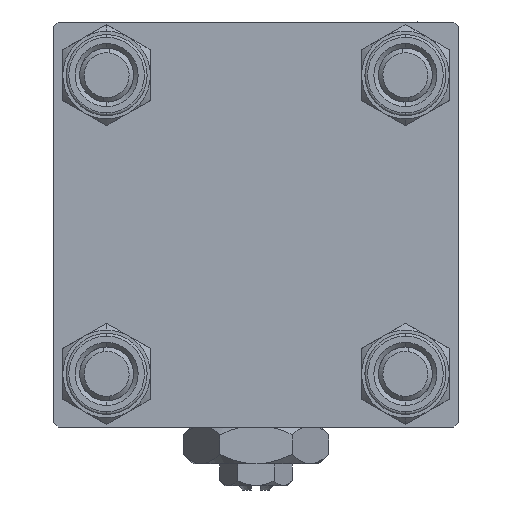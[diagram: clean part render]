
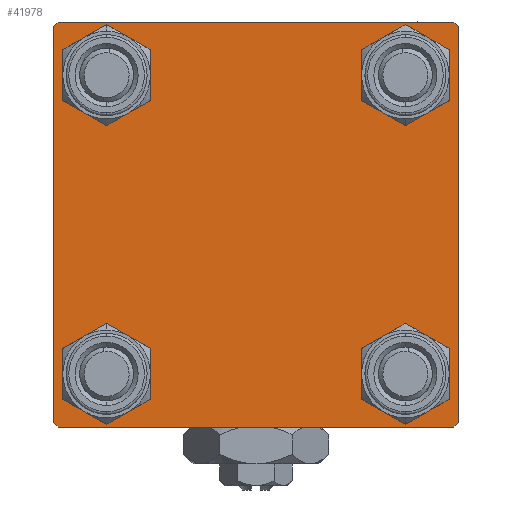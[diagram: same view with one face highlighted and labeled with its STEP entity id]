
A CAD part, left-side view. The second image highlights one B-rep face of the part: STEP entity #41978.
In plain terms, the highlighted planar face has unit normal (-1, 0, 0).
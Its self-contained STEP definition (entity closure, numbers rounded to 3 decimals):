
#317 = CARTESIAN_POINT ( 'NONE',  ( 0., -22.5, 22.5 ) ) ;
#679 = EDGE_LOOP ( 'NONE', ( #48368, #45566 ) ) ;
#797 = CARTESIAN_POINT ( 'NONE',  ( 0., 16.6, 13.1 ) ) ;
#844 = ORIENTED_EDGE ( 'NONE', *, *, #1980, .T. ) ;
#1137 = VERTEX_POINT ( 'NONE', #9785 ) ;
#1489 = FACE_BOUND ( 'NONE', #3291, .T. ) ;
#1744 = FACE_BOUND ( 'NONE', #679, .T. ) ;
#1980 = EDGE_CURVE ( 'NONE', #1137, #4550, #4746, .T. ) ;
#2179 = DIRECTION ( 'NONE',  ( 0., 0., 1. ) ) ;
#2263 = PLANE ( 'NONE',  #5096 ) ;
#2384 = CARTESIAN_POINT ( 'NONE',  ( 0., 16.6, -16.6 ) ) ;
#2946 = EDGE_CURVE ( 'NONE', #10670, #3189, #48136, .T. ) ;
#3189 = VERTEX_POINT ( 'NONE', #6251 ) ;
#3291 = EDGE_LOOP ( 'NONE', ( #30423, #19923 ) ) ;
#3387 = VECTOR ( 'NONE', #16375, 1000. ) ;
#3924 = CARTESIAN_POINT ( 'NONE',  ( 0., 16.6, -20.1 ) ) ;
#4072 = DIRECTION ( 'NONE',  ( 0., -0.707, -0.707 ) ) ;
#4550 = VERTEX_POINT ( 'NONE', #18012 ) ;
#4746 = LINE ( 'NONE', #21154, #12599 ) ;
#5096 = AXIS2_PLACEMENT_3D ( 'NONE', #13935, #30081, #50984 ) ;
#5115 = EDGE_CURVE ( 'NONE', #37015, #36855, #43946, .T. ) ;
#6110 = AXIS2_PLACEMENT_3D ( 'NONE', #19318, #50825, #14567 ) ;
#6132 = ORIENTED_EDGE ( 'NONE', *, *, #20423, .T. ) ;
#6213 = ORIENTED_EDGE ( 'NONE', *, *, #13488, .T. ) ;
#6251 = CARTESIAN_POINT ( 'NONE',  ( 0., 16.6, -13.1 ) ) ;
#6252 = FACE_BOUND ( 'NONE', #29493, .T. ) ;
#6440 = LINE ( 'NONE', #51166, #52164 ) ;
#6811 = CARTESIAN_POINT ( 'NONE',  ( 0., 16.6, 16.6 ) ) ;
#6909 = CARTESIAN_POINT ( 'NONE',  ( 0., -22., -22.5 ) ) ;
#7560 = EDGE_CURVE ( 'NONE', #30528, #29189, #27844, .T. ) ;
#7705 = EDGE_CURVE ( 'NONE', #39146, #10410, #25082, .T. ) ;
#7983 = DIRECTION ( 'NONE',  ( 0., 0., -1. ) ) ;
#8317 = ORIENTED_EDGE ( 'NONE', *, *, #38038, .F. ) ;
#8517 = AXIS2_PLACEMENT_3D ( 'NONE', #24306, #49187, #24571 ) ;
#8797 = LINE ( 'NONE', #317, #41710 ) ;
#9278 = CARTESIAN_POINT ( 'NONE',  ( 0., 22.5, 22. ) ) ;
#9384 = CARTESIAN_POINT ( 'NONE',  ( 0., 16.6, 20.1 ) ) ;
#9785 = CARTESIAN_POINT ( 'NONE',  ( 0., -22.5, 22. ) ) ;
#10410 = VERTEX_POINT ( 'NONE', #9278 ) ;
#10670 = VERTEX_POINT ( 'NONE', #3924 ) ;
#10808 = CARTESIAN_POINT ( 'NONE',  ( 0., 16.6, -16.6 ) ) ;
#10817 = CARTESIAN_POINT ( 'NONE',  ( 0., -16.6, -16.6 ) ) ;
#10917 = DIRECTION ( 'NONE',  ( 1., 0., 0. ) ) ;
#10922 = AXIS2_PLACEMENT_3D ( 'NONE', #10808, #38087, #51051 ) ;
#11885 = CIRCLE ( 'NONE', #8517, 3.5 ) ;
#11960 = ORIENTED_EDGE ( 'NONE', *, *, #2946, .T. ) ;
#12092 = CARTESIAN_POINT ( 'NONE',  ( 0., -22.5, -22. ) ) ;
#12599 = VECTOR ( 'NONE', #36805, 1000. ) ;
#13478 = ORIENTED_EDGE ( 'NONE', *, *, #38398, .T. ) ;
#13488 = EDGE_CURVE ( 'NONE', #30447, #47575, #48554, .T. ) ;
#13935 = CARTESIAN_POINT ( 'NONE',  ( 0., 0., 0. ) ) ;
#14200 = DIRECTION ( 'NONE',  ( 0., 0., 1. ) ) ;
#14567 = DIRECTION ( 'NONE',  ( 0., 0., 1. ) ) ;
#14907 = DIRECTION ( 'NONE',  ( 0., -1., 0. ) ) ;
#14974 = CIRCLE ( 'NONE', #39496, 3.5 ) ;
#15123 = CARTESIAN_POINT ( 'NONE',  ( 0., 22.5, 22.5 ) ) ;
#15582 = EDGE_CURVE ( 'NONE', #34181, #37989, #11885, .T. ) ;
#15611 = CARTESIAN_POINT ( 'NONE',  ( 0., 22., -22.5 ) ) ;
#16156 = CARTESIAN_POINT ( 'NONE',  ( 0., 22.5, -22. ) ) ;
#16375 = DIRECTION ( 'NONE',  ( 0., -1., 0. ) ) ;
#16697 = CARTESIAN_POINT ( 'NONE',  ( 0., -16.6, 13.1 ) ) ;
#17029 = ORIENTED_EDGE ( 'NONE', *, *, #36811, .T. ) ;
#17509 = ORIENTED_EDGE ( 'NONE', *, *, #42636, .T. ) ;
#18012 = CARTESIAN_POINT ( 'NONE',  ( 0., -22., 22.5 ) ) ;
#18148 = DIRECTION ( 'NONE',  ( 0., -0.707, 0.707 ) ) ;
#18426 = DIRECTION ( 'NONE',  ( 1., 0., 0. ) ) ;
#19318 = CARTESIAN_POINT ( 'NONE',  ( 0., -16.6, 16.6 ) ) ;
#19542 = ORIENTED_EDGE ( 'NONE', *, *, #5115, .T. ) ;
#19566 = CIRCLE ( 'NONE', #49160, 3.5 ) ;
#19710 = CARTESIAN_POINT ( 'NONE',  ( 0., 22.25, -22.25 ) ) ;
#19923 = ORIENTED_EDGE ( 'NONE', *, *, #15582, .T. ) ;
#20067 = LINE ( 'NONE', #48119, #3387 ) ;
#20423 = EDGE_CURVE ( 'NONE', #36855, #37015, #24708, .T. ) ;
#21127 = AXIS2_PLACEMENT_3D ( 'NONE', #47439, #10917, #2179 ) ;
#21154 = CARTESIAN_POINT ( 'NONE',  ( 0., -22.25, 22.25 ) ) ;
#21629 = DIRECTION ( 'NONE',  ( 0., 0.707, -0.707 ) ) ;
#22059 = ORIENTED_EDGE ( 'NONE', *, *, #7705, .T. ) ;
#22946 = DIRECTION ( 'NONE',  ( 1., 0., 0. ) ) ;
#24306 = CARTESIAN_POINT ( 'NONE',  ( 0., 16.6, 16.6 ) ) ;
#24387 = DIRECTION ( 'NONE',  ( 0., 0., -1. ) ) ;
#24571 = DIRECTION ( 'NONE',  ( 0., 0., 1. ) ) ;
#24708 = CIRCLE ( 'NONE', #6110, 3.5 ) ;
#25082 = LINE ( 'NONE', #37271, #26174 ) ;
#25311 = LINE ( 'NONE', #45956, #42353 ) ;
#25666 = EDGE_CURVE ( 'NONE', #1137, #42883, #8797, .T. ) ;
#26174 = VECTOR ( 'NONE', #21629, 1000. ) ;
#27844 = CIRCLE ( 'NONE', #48131, 3.5 ) ;
#28919 = VECTOR ( 'NONE', #4072, 1000. ) ;
#29189 = VERTEX_POINT ( 'NONE', #29299 ) ;
#29252 = ORIENTED_EDGE ( 'NONE', *, *, #47961, .T. ) ;
#29299 = CARTESIAN_POINT ( 'NONE',  ( 0., -16.6, -13.1 ) ) ;
#29493 = EDGE_LOOP ( 'NONE', ( #19542, #6132 ) ) ;
#30081 = DIRECTION ( 'NONE',  ( -1., 0., 0. ) ) ;
#30423 = ORIENTED_EDGE ( 'NONE', *, *, #48314, .T. ) ;
#30447 = VERTEX_POINT ( 'NONE', #16156 ) ;
#30528 = VERTEX_POINT ( 'NONE', #38086 ) ;
#31472 = DIRECTION ( 'NONE',  ( 0., 0., 1. ) ) ;
#31729 = DIRECTION ( 'NONE',  ( 1., 0., 0. ) ) ;
#34061 = FACE_BOUND ( 'NONE', #35100, .T. ) ;
#34181 = VERTEX_POINT ( 'NONE', #797 ) ;
#34695 = DIRECTION ( 'NONE',  ( 1., 0., 0. ) ) ;
#34706 = CARTESIAN_POINT ( 'NONE',  ( 0., 22., 22.5 ) ) ;
#35100 = EDGE_LOOP ( 'NONE', ( #13478, #11960 ) ) ;
#36805 = DIRECTION ( 'NONE',  ( 0., 0.707, 0.707 ) ) ;
#36811 = EDGE_CURVE ( 'NONE', #10410, #30447, #52172, .T. ) ;
#36855 = VERTEX_POINT ( 'NONE', #16697 ) ;
#37015 = VERTEX_POINT ( 'NONE', #50795 ) ;
#37027 = CIRCLE ( 'NONE', #49697, 3.5 ) ;
#37271 = CARTESIAN_POINT ( 'NONE',  ( 0., 22.25, 22.25 ) ) ;
#37989 = VERTEX_POINT ( 'NONE', #9384 ) ;
#38038 = EDGE_CURVE ( 'NONE', #39146, #4550, #6440, .T. ) ;
#38086 = CARTESIAN_POINT ( 'NONE',  ( 0., -16.6, -20.1 ) ) ;
#38087 = DIRECTION ( 'NONE',  ( 1., 0., 0. ) ) ;
#38299 = CARTESIAN_POINT ( 'NONE',  ( 0., -16.6, -16.6 ) ) ;
#38377 = VERTEX_POINT ( 'NONE', #6909 ) ;
#38398 = EDGE_CURVE ( 'NONE', #3189, #10670, #14974, .T. ) ;
#39146 = VERTEX_POINT ( 'NONE', #34706 ) ;
#39496 = AXIS2_PLACEMENT_3D ( 'NONE', #2384, #34695, #50835 ) ;
#39944 = EDGE_CURVE ( 'NONE', #29189, #30528, #37027, .T. ) ;
#41710 = VECTOR ( 'NONE', #24387, 1000. ) ;
#41920 = ORIENTED_EDGE ( 'NONE', *, *, #25666, .F. ) ;
#41978 = ADVANCED_FACE ( 'NONE', ( #6252, #1744, #34061, #1489, #50198 ), #2263, .T. ) ;
#42353 = VECTOR ( 'NONE', #18148, 1000. ) ;
#42636 = EDGE_CURVE ( 'NONE', #47575, #38377, #20067, .T. ) ;
#42883 = VERTEX_POINT ( 'NONE', #12092 ) ;
#43946 = CIRCLE ( 'NONE', #21127, 3.5 ) ;
#44533 = VECTOR ( 'NONE', #7983, 1000. ) ;
#45566 = ORIENTED_EDGE ( 'NONE', *, *, #7560, .T. ) ;
#45956 = CARTESIAN_POINT ( 'NONE',  ( 0., -22.25, -22.25 ) ) ;
#47439 = CARTESIAN_POINT ( 'NONE',  ( 0., -16.6, 16.6 ) ) ;
#47575 = VERTEX_POINT ( 'NONE', #15611 ) ;
#47961 = EDGE_CURVE ( 'NONE', #38377, #42883, #25311, .T. ) ;
#48119 = CARTESIAN_POINT ( 'NONE',  ( 0., 22.5, -22.5 ) ) ;
#48131 = AXIS2_PLACEMENT_3D ( 'NONE', #10817, #31729, #31472 ) ;
#48136 = CIRCLE ( 'NONE', #10922, 3.5 ) ;
#48314 = EDGE_CURVE ( 'NONE', #37989, #34181, #19566, .T. ) ;
#48368 = ORIENTED_EDGE ( 'NONE', *, *, #39944, .T. ) ;
#48554 = LINE ( 'NONE', #19710, #28919 ) ;
#49160 = AXIS2_PLACEMENT_3D ( 'NONE', #6811, #22946, #51265 ) ;
#49187 = DIRECTION ( 'NONE',  ( 1., 0., 0. ) ) ;
#49384 = EDGE_LOOP ( 'NONE', ( #17029, #6213, #17509, #29252, #41920, #844, #8317, #22059 ) ) ;
#49697 = AXIS2_PLACEMENT_3D ( 'NONE', #38299, #18426, #14200 ) ;
#50198 = FACE_OUTER_BOUND ( 'NONE', #49384, .T. ) ;
#50795 = CARTESIAN_POINT ( 'NONE',  ( 0., -16.6, 20.1 ) ) ;
#50825 = DIRECTION ( 'NONE',  ( 1., 0., 0. ) ) ;
#50835 = DIRECTION ( 'NONE',  ( 0., 0., 1. ) ) ;
#50984 = DIRECTION ( 'NONE',  ( 0., 0., 1. ) ) ;
#51051 = DIRECTION ( 'NONE',  ( 0., 0., 1. ) ) ;
#51166 = CARTESIAN_POINT ( 'NONE',  ( 0., 22.5, 22.5 ) ) ;
#51265 = DIRECTION ( 'NONE',  ( 0., 0., 1. ) ) ;
#52164 = VECTOR ( 'NONE', #14907, 1000. ) ;
#52172 = LINE ( 'NONE', #15123, #44533 ) ;
